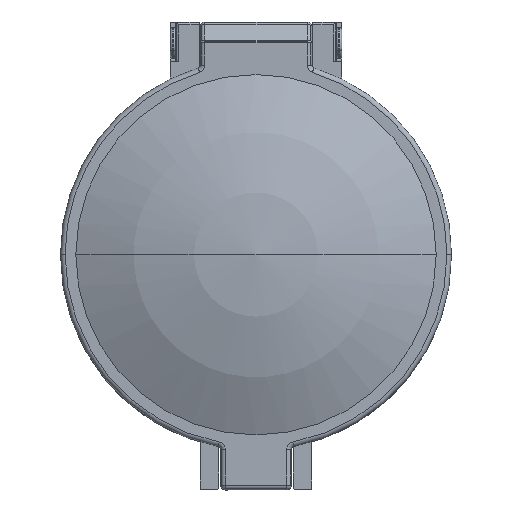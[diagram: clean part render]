
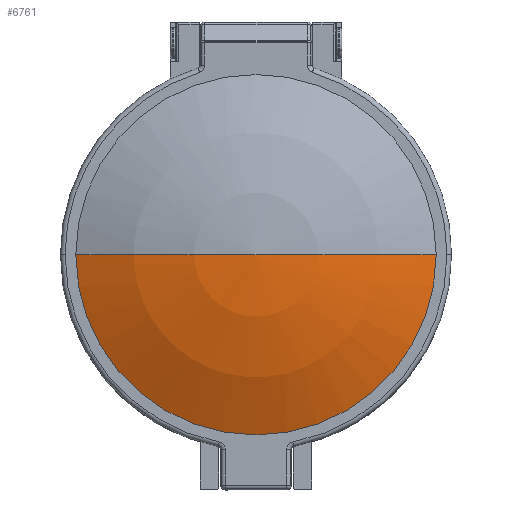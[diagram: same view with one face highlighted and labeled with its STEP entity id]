
A CAD part, top view. The second image highlights one B-rep face of the part: STEP entity #6761.
In plain terms, the highlighted spherical face has radius 44 mm.
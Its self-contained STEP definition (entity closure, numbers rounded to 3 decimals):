
#3608=CARTESIAN_POINT('',(19.351,0.125,1.758));
#3609=VERTEX_POINT('',#3608);
#3610=CARTESIAN_POINT('',(-19.351,0.125,1.758));
#3611=VERTEX_POINT('',#3610);
#3612=CARTESIAN_POINT('',(0.,0.125,-37.758));
#3613=DIRECTION('',(0.0,-1.0,0.0));
#3614=DIRECTION('',(0.0,0.0,1.0));
#3615=AXIS2_PLACEMENT_3D('',#3612,#3613,#3614);
#3616=CIRCLE('',#3615,44.);
#3617=EDGE_CURVE('',#3609,#3611,#3616,.T.);
#5997=CARTESIAN_POINT('',(0.,0.125,1.758));
#5998=DIRECTION('',(0.0,0.0,1.0));
#5999=DIRECTION('',(-1.0,0.0,0.0));
#6000=AXIS2_PLACEMENT_3D('',#5997,#5998,#5999);
#6001=CIRCLE('',#6000,19.351);
#6002=EDGE_CURVE('',#3611,#3609,#6001,.T.);
#6752=CARTESIAN_POINT('',(0.,0.125,-37.758));
#6753=DIRECTION('',(0.0,0.0,1.0));
#6754=DIRECTION('',(1.0,0.0,0.0));
#6755=AXIS2_PLACEMENT_3D('',#6752,#6753,#6754);
#6756=SPHERICAL_SURFACE('',#6755,44.);
#6757=ORIENTED_EDGE('',*,*,#3617,.T.);
#6758=ORIENTED_EDGE('',*,*,#6002,.T.);
#6759=EDGE_LOOP('',(#6757,#6758));
#6760=FACE_OUTER_BOUND('',#6759,.T.);
#6761=ADVANCED_FACE('',(#6760),#6756,.T.);
